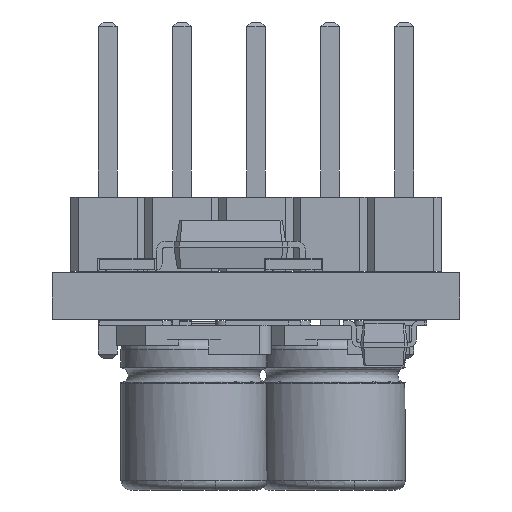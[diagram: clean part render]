
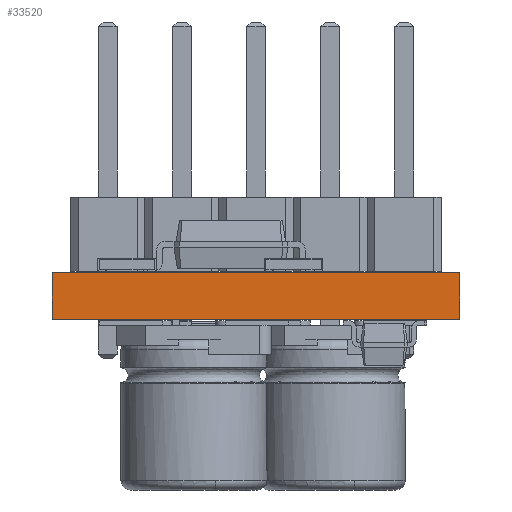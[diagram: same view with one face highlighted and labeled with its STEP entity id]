
A CAD part, left-side view. The second image highlights one B-rep face of the part: STEP entity #33520.
In plain terms, the highlighted planar face has unit normal (-1, 0, 0).
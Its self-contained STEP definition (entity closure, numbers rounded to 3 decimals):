
#33404 = EDGE_CURVE('',#33405,#33407,#33409,.T.);
#33405 = VERTEX_POINT('',#33406);
#33406 = CARTESIAN_POINT('',(94.57,-42.135,0.));
#33407 = VERTEX_POINT('',#33408);
#33408 = CARTESIAN_POINT('',(94.57,-42.135,1.6));
#33409 = SURFACE_CURVE('',#33410,(#33414,#33426),.PCURVE_S1.);
#33410 = LINE('',#33411,#33412);
#33411 = CARTESIAN_POINT('',(94.57,-42.135,0.));
#33412 = VECTOR('',#33413,1.);
#33413 = DIRECTION('',(0.,0.,1.));
#33414 = PCURVE('',#33415,#33420);
#33415 = PLANE('',#33416);
#33416 = AXIS2_PLACEMENT_3D('',#33417,#33418,#33419);
#33417 = CARTESIAN_POINT('',(94.57,-42.135,0.));
#33418 = DIRECTION('',(0.,1.,0.));
#33419 = DIRECTION('',(1.,0.,0.));
#33420 = DEFINITIONAL_REPRESENTATION('',(#33421),#33425);
#33421 = LINE('',#33422,#33423);
#33422 = CARTESIAN_POINT('',(0.,0.));
#33423 = VECTOR('',#33424,1.);
#33424 = DIRECTION('',(0.,-1.));
#33425 = ( GEOMETRIC_REPRESENTATION_CONTEXT(2) 
PARAMETRIC_REPRESENTATION_CONTEXT() REPRESENTATION_CONTEXT('2D SPACE',''
  ) );
#33426 = PCURVE('',#33427,#33432);
#33427 = PLANE('',#33428);
#33428 = AXIS2_PLACEMENT_3D('',#33429,#33430,#33431);
#33429 = CARTESIAN_POINT('',(94.57,-56.105,0.));
#33430 = DIRECTION('',(-1.,0.,0.));
#33431 = DIRECTION('',(0.,1.,0.));
#33432 = DEFINITIONAL_REPRESENTATION('',(#33433),#33437);
#33433 = LINE('',#33434,#33435);
#33434 = CARTESIAN_POINT('',(13.97,0.));
#33435 = VECTOR('',#33436,1.);
#33436 = DIRECTION('',(0.,-1.));
#33437 = ( GEOMETRIC_REPRESENTATION_CONTEXT(2) 
PARAMETRIC_REPRESENTATION_CONTEXT() REPRESENTATION_CONTEXT('2D SPACE',''
  ) );
#33455 = PLANE('',#33456);
#33456 = AXIS2_PLACEMENT_3D('',#33457,#33458,#33459);
#33457 = CARTESIAN_POINT('',(109.81,-49.12,1.6));
#33458 = DIRECTION('',(-0.,-0.,-1.));
#33459 = DIRECTION('',(-1.,0.,0.));
#33509 = PLANE('',#33510);
#33510 = AXIS2_PLACEMENT_3D('',#33511,#33512,#33513);
#33511 = CARTESIAN_POINT('',(109.81,-49.12,0.));
#33512 = DIRECTION('',(-0.,-0.,-1.));
#33513 = DIRECTION('',(-1.,0.,0.));
#33520 = ADVANCED_FACE('',(#33521),#33427,.T.);
#33521 = FACE_BOUND('',#33522,.T.);
#33522 = EDGE_LOOP('',(#33523,#33553,#33574,#33575));
#33523 = ORIENTED_EDGE('',*,*,#33524,.T.);
#33524 = EDGE_CURVE('',#33525,#33527,#33529,.T.);
#33525 = VERTEX_POINT('',#33526);
#33526 = CARTESIAN_POINT('',(94.57,-56.105,0.));
#33527 = VERTEX_POINT('',#33528);
#33528 = CARTESIAN_POINT('',(94.57,-56.105,1.6));
#33529 = SURFACE_CURVE('',#33530,(#33534,#33541),.PCURVE_S1.);
#33530 = LINE('',#33531,#33532);
#33531 = CARTESIAN_POINT('',(94.57,-56.105,0.));
#33532 = VECTOR('',#33533,1.);
#33533 = DIRECTION('',(0.,0.,1.));
#33534 = PCURVE('',#33427,#33535);
#33535 = DEFINITIONAL_REPRESENTATION('',(#33536),#33540);
#33536 = LINE('',#33537,#33538);
#33537 = CARTESIAN_POINT('',(0.,0.));
#33538 = VECTOR('',#33539,1.);
#33539 = DIRECTION('',(0.,-1.));
#33540 = ( GEOMETRIC_REPRESENTATION_CONTEXT(2) 
PARAMETRIC_REPRESENTATION_CONTEXT() REPRESENTATION_CONTEXT('2D SPACE',''
  ) );
#33541 = PCURVE('',#33542,#33547);
#33542 = PLANE('',#33543);
#33543 = AXIS2_PLACEMENT_3D('',#33544,#33545,#33546);
#33544 = CARTESIAN_POINT('',(125.05,-56.105,0.));
#33545 = DIRECTION('',(0.,-1.,0.));
#33546 = DIRECTION('',(-1.,0.,0.));
#33547 = DEFINITIONAL_REPRESENTATION('',(#33548),#33552);
#33548 = LINE('',#33549,#33550);
#33549 = CARTESIAN_POINT('',(30.48,0.));
#33550 = VECTOR('',#33551,1.);
#33551 = DIRECTION('',(0.,-1.));
#33552 = ( GEOMETRIC_REPRESENTATION_CONTEXT(2) 
PARAMETRIC_REPRESENTATION_CONTEXT() REPRESENTATION_CONTEXT('2D SPACE',''
  ) );
#33553 = ORIENTED_EDGE('',*,*,#33554,.T.);
#33554 = EDGE_CURVE('',#33527,#33407,#33555,.T.);
#33555 = SURFACE_CURVE('',#33556,(#33560,#33567),.PCURVE_S1.);
#33556 = LINE('',#33557,#33558);
#33557 = CARTESIAN_POINT('',(94.57,-56.105,1.6));
#33558 = VECTOR('',#33559,1.);
#33559 = DIRECTION('',(0.,1.,0.));
#33560 = PCURVE('',#33427,#33561);
#33561 = DEFINITIONAL_REPRESENTATION('',(#33562),#33566);
#33562 = LINE('',#33563,#33564);
#33563 = CARTESIAN_POINT('',(0.,-1.6));
#33564 = VECTOR('',#33565,1.);
#33565 = DIRECTION('',(1.,0.));
#33566 = ( GEOMETRIC_REPRESENTATION_CONTEXT(2) 
PARAMETRIC_REPRESENTATION_CONTEXT() REPRESENTATION_CONTEXT('2D SPACE',''
  ) );
#33567 = PCURVE('',#33455,#33568);
#33568 = DEFINITIONAL_REPRESENTATION('',(#33569),#33573);
#33569 = LINE('',#33570,#33571);
#33570 = CARTESIAN_POINT('',(15.24,-6.985));
#33571 = VECTOR('',#33572,1.);
#33572 = DIRECTION('',(0.,1.));
#33573 = ( GEOMETRIC_REPRESENTATION_CONTEXT(2) 
PARAMETRIC_REPRESENTATION_CONTEXT() REPRESENTATION_CONTEXT('2D SPACE',''
  ) );
#33574 = ORIENTED_EDGE('',*,*,#33404,.F.);
#33575 = ORIENTED_EDGE('',*,*,#33576,.F.);
#33576 = EDGE_CURVE('',#33525,#33405,#33577,.T.);
#33577 = SURFACE_CURVE('',#33578,(#33582,#33589),.PCURVE_S1.);
#33578 = LINE('',#33579,#33580);
#33579 = CARTESIAN_POINT('',(94.57,-56.105,0.));
#33580 = VECTOR('',#33581,1.);
#33581 = DIRECTION('',(0.,1.,0.));
#33582 = PCURVE('',#33427,#33583);
#33583 = DEFINITIONAL_REPRESENTATION('',(#33584),#33588);
#33584 = LINE('',#33585,#33586);
#33585 = CARTESIAN_POINT('',(0.,0.));
#33586 = VECTOR('',#33587,1.);
#33587 = DIRECTION('',(1.,0.));
#33588 = ( GEOMETRIC_REPRESENTATION_CONTEXT(2) 
PARAMETRIC_REPRESENTATION_CONTEXT() REPRESENTATION_CONTEXT('2D SPACE',''
  ) );
#33589 = PCURVE('',#33509,#33590);
#33590 = DEFINITIONAL_REPRESENTATION('',(#33591),#33595);
#33591 = LINE('',#33592,#33593);
#33592 = CARTESIAN_POINT('',(15.24,-6.985));
#33593 = VECTOR('',#33594,1.);
#33594 = DIRECTION('',(0.,1.));
#33595 = ( GEOMETRIC_REPRESENTATION_CONTEXT(2) 
PARAMETRIC_REPRESENTATION_CONTEXT() REPRESENTATION_CONTEXT('2D SPACE',''
  ) );
